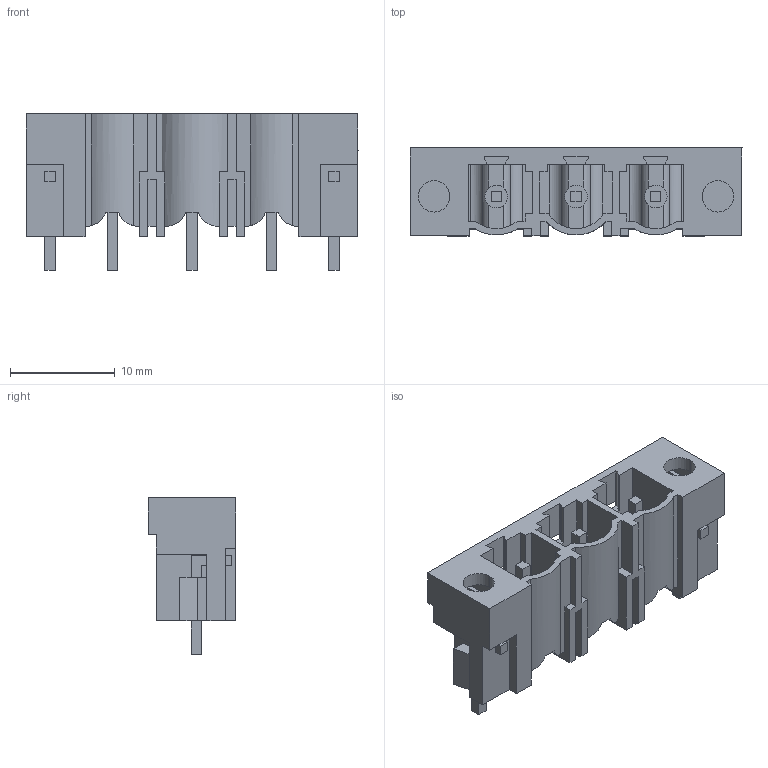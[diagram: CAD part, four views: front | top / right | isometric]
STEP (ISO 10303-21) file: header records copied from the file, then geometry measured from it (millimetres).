
FILE_DESCRIPTION(('CATIA V5 STEP Exchange','CAx-IF Rec.Pracs.--- Model Styling and Organization---1.4--- 2014-01-23'),'2;1');
FILE_NAME ('D1448940_1_1141210000_1141210000.stp','2021-05-20T12:56:10+00:00',('none'),('Weidmueller'),'CATIA Version 5-6 Release 2016 SP3 HF44','CATIA V5 STEP AP214','none');
FILE_SCHEMA(('AUTOMOTIVE_DESIGN { 1 0 10303 214 1 1 1 1 }'));
Length unit declared in the file: millimetre
Products named in the file (1): 1141210000
Bounding box: 31.72 x 8.4 x 14.95 mm (x, y, z)
Volume: 1319.1 mm3; surface area: 2929 mm2
Topology: 6 solids, 6 shells, 249 faces, 709 edges, 467 vertices
Faces by surface type: plane 215, cylinder 34
Entity records: 7806 total; most frequent: CARTESIAN_POINT 1496, ORIENTED_EDGE 1418, DIRECTION 1096, EDGE_CURVE 709, VECTOR 617, LINE 617, VERTEX_POINT 467, AXIS2_PLACEMENT_3D 275
